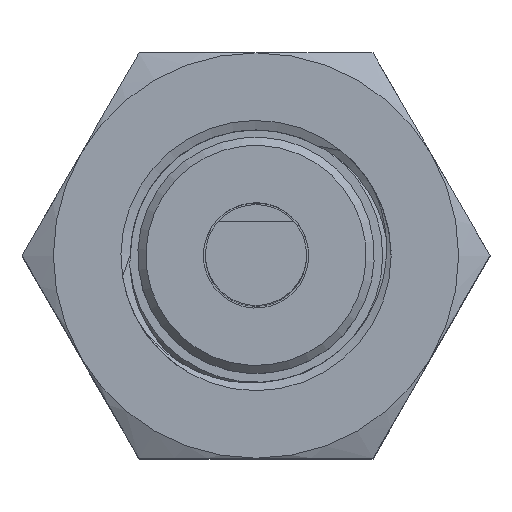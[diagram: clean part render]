
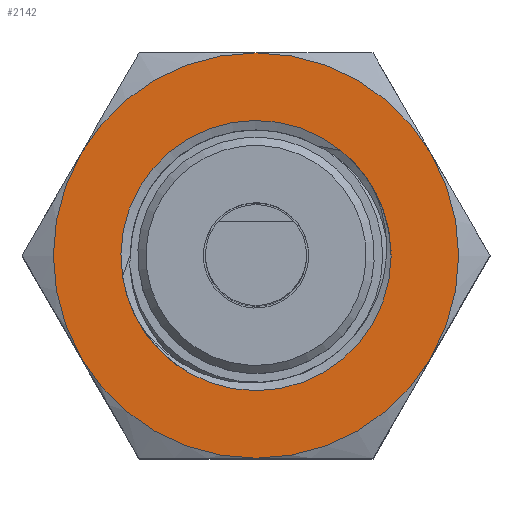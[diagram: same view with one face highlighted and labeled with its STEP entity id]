
A CAD part, top view. The second image highlights one B-rep face of the part: STEP entity #2142.
In plain terms, the highlighted planar face has unit normal (0, 0, 1).
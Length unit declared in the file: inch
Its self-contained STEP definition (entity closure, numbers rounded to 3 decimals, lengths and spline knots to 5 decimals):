
#317=PLANE('',#2337);
#387=FACE_BOUND('',#630,.T.);
#472=FACE_OUTER_BOUND('',#629,.T.);
#629=EDGE_LOOP('',(#1501,#1502,#1503,#1504,#1505,#1506));
#630=EDGE_LOOP('',(#1507,#1508,#1509,#1510));
#842=CIRCLE('',#2332,0.75);
#843=CIRCLE('',#2334,0.75);
#844=CIRCLE('',#2338,0.75);
#845=CIRCLE('',#2339,0.75);
#846=CIRCLE('',#2340,0.75);
#847=CIRCLE('',#2341,0.75);
#848=CIRCLE('',#2342,0.5);
#849=CIRCLE('',#2343,0.5);
#850=CIRCLE('',#2344,0.5);
#851=CIRCLE('',#2345,0.5);
#986=VERTEX_POINT('',#3723);
#989=VERTEX_POINT('',#3748);
#990=VERTEX_POINT('',#3754);
#995=VERTEX_POINT('',#3780);
#996=VERTEX_POINT('',#3782);
#997=VERTEX_POINT('',#3784);
#998=VERTEX_POINT('',#3787);
#999=VERTEX_POINT('',#3788);
#1000=VERTEX_POINT('',#3790);
#1001=VERTEX_POINT('',#3792);
#1194=EDGE_CURVE('',#989,#986,#842,.T.);
#1196=EDGE_CURVE('',#986,#990,#843,.T.);
#1204=EDGE_CURVE('',#990,#995,#844,.T.);
#1205=EDGE_CURVE('',#995,#996,#845,.T.);
#1206=EDGE_CURVE('',#996,#997,#846,.T.);
#1207=EDGE_CURVE('',#997,#989,#847,.T.);
#1208=EDGE_CURVE('',#998,#999,#848,.T.);
#1209=EDGE_CURVE('',#1000,#998,#849,.T.);
#1210=EDGE_CURVE('',#1001,#1000,#850,.T.);
#1211=EDGE_CURVE('',#999,#1001,#851,.T.);
#1501=ORIENTED_EDGE('',*,*,#1204,.T.);
#1502=ORIENTED_EDGE('',*,*,#1205,.T.);
#1503=ORIENTED_EDGE('',*,*,#1206,.T.);
#1504=ORIENTED_EDGE('',*,*,#1207,.T.);
#1505=ORIENTED_EDGE('',*,*,#1194,.T.);
#1506=ORIENTED_EDGE('',*,*,#1196,.T.);
#1507=ORIENTED_EDGE('',*,*,#1208,.F.);
#1508=ORIENTED_EDGE('',*,*,#1209,.F.);
#1509=ORIENTED_EDGE('',*,*,#1210,.F.);
#1510=ORIENTED_EDGE('',*,*,#1211,.F.);
#2142=ADVANCED_FACE('',(#472,#387),#317,.F.);
#2332=AXIS2_PLACEMENT_3D('',#3749,#2667,#2668);
#2334=AXIS2_PLACEMENT_3D('',#3755,#2671,#2672);
#2337=AXIS2_PLACEMENT_3D('',#3779,#2679,#2680);
#2338=AXIS2_PLACEMENT_3D('',#3781,#2681,#2682);
#2339=AXIS2_PLACEMENT_3D('',#3783,#2683,#2684);
#2340=AXIS2_PLACEMENT_3D('',#3785,#2685,#2686);
#2341=AXIS2_PLACEMENT_3D('',#3786,#2687,#2688);
#2342=AXIS2_PLACEMENT_3D('',#3789,#2689,#2690);
#2343=AXIS2_PLACEMENT_3D('',#3791,#2691,#2692);
#2344=AXIS2_PLACEMENT_3D('',#3793,#2693,#2694);
#2345=AXIS2_PLACEMENT_3D('',#3794,#2695,#2696);
#2667=DIRECTION('center_axis',(0.,0.,
1.));
#2668=DIRECTION('ref_axis',(0.5,-0.866,0.));
#2671=DIRECTION('center_axis',(0.,0.,
1.));
#2672=DIRECTION('ref_axis',(0.5,-0.866,0.));
#2679=DIRECTION('center_axis',(0.,0.,
-1.));
#2680=DIRECTION('ref_axis',(-0.5,0.866,0.));
#2681=DIRECTION('center_axis',(0.,0.,
1.));
#2682=DIRECTION('ref_axis',(0.5,-0.866,0.));
#2683=DIRECTION('center_axis',(0.,0.,
1.));
#2684=DIRECTION('ref_axis',(0.5,-0.866,0.));
#2685=DIRECTION('center_axis',(0.,0.,
1.));
#2686=DIRECTION('ref_axis',(0.5,-0.866,0.));
#2687=DIRECTION('center_axis',(0.,0.,
1.));
#2688=DIRECTION('ref_axis',(0.5,-0.866,0.));
#2689=DIRECTION('center_axis',(0.,0.,
1.));
#2690=DIRECTION('ref_axis',(0.5,-0.866,0.));
#2691=DIRECTION('center_axis',(0.,0.,
1.));
#2692=DIRECTION('ref_axis',(0.5,-0.866,0.));
#2693=DIRECTION('center_axis',(0.,0.,
1.));
#2694=DIRECTION('ref_axis',(0.5,-0.866,0.));
#2695=DIRECTION('center_axis',(0.,0.,
1.));
#2696=DIRECTION('ref_axis',(0.5,-0.866,0.));
#3723=CARTESIAN_POINT('',(0.64952,0.375,1.89188));
#3748=CARTESIAN_POINT('',(0.64952,-0.375,1.89188));
#3749=CARTESIAN_POINT('Origin',(0.,0.,
1.89188));
#3754=CARTESIAN_POINT('',(0.,0.75,1.89188));
#3755=CARTESIAN_POINT('Origin',(0.,0.,
1.89188));
#3779=CARTESIAN_POINT('Origin',(0.43301,-0.75,1.89188));
#3780=CARTESIAN_POINT('',(-0.64952,0.375,1.89188));
#3781=CARTESIAN_POINT('Origin',(0.,0.,
1.89188));
#3782=CARTESIAN_POINT('',(-0.64952,-0.375,1.89188));
#3783=CARTESIAN_POINT('Origin',(0.,0.,
1.89188));
#3784=CARTESIAN_POINT('',(0.,-0.75,1.89188));
#3785=CARTESIAN_POINT('Origin',(0.,0.,
1.89188));
#3786=CARTESIAN_POINT('Origin',(0.,0.,
1.89188));
#3787=CARTESIAN_POINT('',(0.43427,0.24781,1.89188));
#3788=CARTESIAN_POINT('',(0.31416,0.38898,1.89188));
#3789=CARTESIAN_POINT('Origin',(0.,0.,
1.89188));
#3790=CARTESIAN_POINT('',(-0.43174,-0.25219,1.89188));
#3791=CARTESIAN_POINT('Origin',(0.,0.,
1.89188));
#3792=CARTESIAN_POINT('',(-0.49394,-0.07758,1.89188));
#3793=CARTESIAN_POINT('Origin',(0.,0.,
1.89188));
#3794=CARTESIAN_POINT('Origin',(0.,0.,
1.89188));
